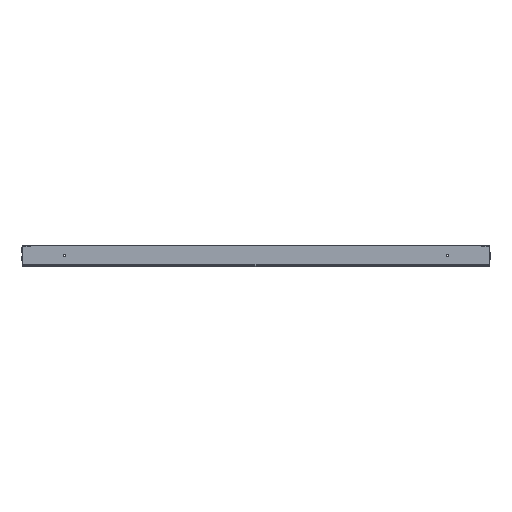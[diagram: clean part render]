
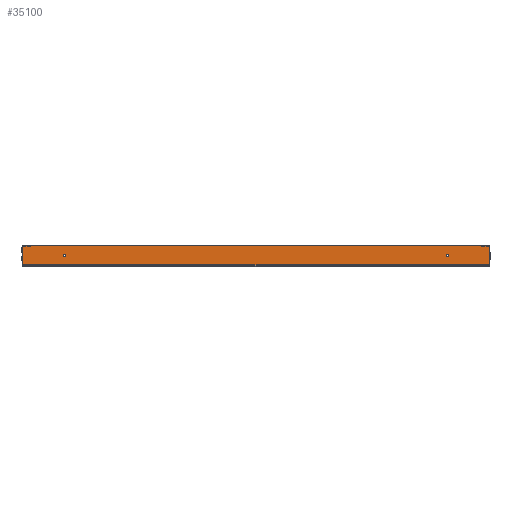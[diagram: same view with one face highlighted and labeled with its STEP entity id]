
A CAD part, front view. The second image highlights one B-rep face of the part: STEP entity #35100.
In plain terms, the highlighted planar face has unit normal (0, -1, 0).
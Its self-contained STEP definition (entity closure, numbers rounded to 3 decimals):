
#1527 = DIRECTION ( 'NONE',  ( 0., -1., 0. ) ) ;
#3127 = EDGE_CURVE ( 'NONE', #25054, #24438, #65925, .T. ) ;
#3424 = AXIS2_PLACEMENT_3D ( 'NONE', #65545, #5562, #54004 ) ;
#3823 = VECTOR ( 'NONE', #31288, 1000. ) ;
#4008 = ORIENTED_EDGE ( 'NONE', *, *, #50406, .T. ) ;
#5131 = VERTEX_POINT ( 'NONE', #21335 ) ;
#5503 = AXIS2_PLACEMENT_3D ( 'NONE', #6472, #43687, #11736 ) ;
#5562 = DIRECTION ( 'NONE',  ( 0., 1., 0. ) ) ;
#6280 = CARTESIAN_POINT ( 'NONE',  ( 0., -900., 0. ) ) ;
#6472 = CARTESIAN_POINT ( 'NONE',  ( -450., -900., 24. ) ) ;
#7311 = DIRECTION ( 'NONE',  ( 0., 1., 0. ) ) ;
#7594 = CARTESIAN_POINT ( 'NONE',  ( 450., -900., 21. ) ) ;
#9080 = VERTEX_POINT ( 'NONE', #40668 ) ;
#10256 = LINE ( 'NONE', #47127, #3823 ) ;
#11736 = DIRECTION ( 'NONE',  ( 0., 0., 1. ) ) ;
#13024 = CARTESIAN_POINT ( 'NONE',  ( 450., -900., 27. ) ) ;
#13575 = LINE ( 'NONE', #18475, #52742 ) ;
#14577 = AXIS2_PLACEMENT_3D ( 'NONE', #50996, #19380, #62204 ) ;
#14707 = VERTEX_POINT ( 'NONE', #24957 ) ;
#15564 = CIRCLE ( 'NONE', #5503, 3. ) ;
#15738 = VECTOR ( 'NONE', #61054, 1000. ) ;
#16010 = ORIENTED_EDGE ( 'NONE', *, *, #19068, .T. ) ;
#16693 = ORIENTED_EDGE ( 'NONE', *, *, #37977, .T. ) ;
#17820 = AXIS2_PLACEMENT_3D ( 'NONE', #68027, #19936, #62076 ) ;
#18475 = CARTESIAN_POINT ( 'NONE',  ( 0., -900., 48. ) ) ;
#18727 = EDGE_CURVE ( 'NONE', #22121, #14707, #24515, .T. ) ;
#18932 = EDGE_CURVE ( 'NONE', #20068, #44924, #57180, .T. ) ;
#19068 = EDGE_CURVE ( 'NONE', #26738, #68811, #13575, .T. ) ;
#19380 = DIRECTION ( 'NONE',  ( 0., -1., 0. ) ) ;
#19936 = DIRECTION ( 'NONE',  ( 0., 1., 0. ) ) ;
#20068 = VERTEX_POINT ( 'NONE', #43989 ) ;
#20178 = CARTESIAN_POINT ( 'NONE',  ( -546.929, -900., 48. ) ) ;
#21335 = CARTESIAN_POINT ( 'NONE',  ( 547.929, -900., 2. ) ) ;
#22121 = VERTEX_POINT ( 'NONE', #47311 ) ;
#22988 = CARTESIAN_POINT ( 'NONE',  ( 546.929, -900., 48. ) ) ;
#23820 = CARTESIAN_POINT ( 'NONE',  ( -547.929, -900., 0. ) ) ;
#24430 = AXIS2_PLACEMENT_3D ( 'NONE', #6280, #7311, #38566 ) ;
#24438 = VERTEX_POINT ( 'NONE', #13024 ) ;
#24513 = ORIENTED_EDGE ( 'NONE', *, *, #61744, .T. ) ;
#24515 = LINE ( 'NONE', #23820, #15738 ) ;
#24530 = ORIENTED_EDGE ( 'NONE', *, *, #3127, .T. ) ;
#24957 = CARTESIAN_POINT ( 'NONE',  ( -547.929, -900., 47. ) ) ;
#25054 = VERTEX_POINT ( 'NONE', #7594 ) ;
#26738 = VERTEX_POINT ( 'NONE', #22988 ) ;
#28039 = LINE ( 'NONE', #61046, #61735 ) ;
#29091 = CIRCLE ( 'NONE', #14577, 1. ) ;
#30697 = CIRCLE ( 'NONE', #53130, 1. ) ;
#31288 = DIRECTION ( 'NONE',  ( 0., 0., 1. ) ) ;
#33280 = FACE_OUTER_BOUND ( 'NONE', #43282, .T. ) ;
#33635 = FACE_BOUND ( 'NONE', #57690, .T. ) ;
#34983 = DIRECTION ( 'NONE',  ( -1., 0., 0. ) ) ;
#35100 = ADVANCED_FACE ( 'NONE', ( #33635, #49451, #33280 ), #54367, .F. ) ;
#35760 = CIRCLE ( 'NONE', #17820, 3. ) ;
#36802 = ORIENTED_EDGE ( 'NONE', *, *, #18727, .F. ) ;
#37753 = ORIENTED_EDGE ( 'NONE', *, *, #18932, .T. ) ;
#37977 = EDGE_CURVE ( 'NONE', #24438, #25054, #35760, .T. ) ;
#38566 = DIRECTION ( 'NONE',  ( 0., 0., 1. ) ) ;
#40483 = CARTESIAN_POINT ( 'NONE',  ( 450., -900., 24. ) ) ;
#40668 = CARTESIAN_POINT ( 'NONE',  ( 547.929, -900., 47. ) ) ;
#40800 = EDGE_CURVE ( 'NONE', #9080, #26738, #29091, .T. ) ;
#41392 = ORIENTED_EDGE ( 'NONE', *, *, #40800, .T. ) ;
#43282 = EDGE_LOOP ( 'NONE', ( #16010, #4008, #36802, #60759, #47670, #41392 ) ) ;
#43526 = AXIS2_PLACEMENT_3D ( 'NONE', #40483, #46450, #51723 ) ;
#43687 = DIRECTION ( 'NONE',  ( 0., 1., 0. ) ) ;
#43989 = CARTESIAN_POINT ( 'NONE',  ( -450., -900., 21. ) ) ;
#44662 = EDGE_CURVE ( 'NONE', #5131, #22121, #28039, .T. ) ;
#44924 = VERTEX_POINT ( 'NONE', #64852 ) ;
#46450 = DIRECTION ( 'NONE',  ( 0., 1., 0. ) ) ;
#47127 = CARTESIAN_POINT ( 'NONE',  ( 547.929, -900., 0. ) ) ;
#47311 = CARTESIAN_POINT ( 'NONE',  ( -547.929, -900., 2. ) ) ;
#47670 = ORIENTED_EDGE ( 'NONE', *, *, #50582, .T. ) ;
#49451 = FACE_BOUND ( 'NONE', #64501, .T. ) ;
#49814 = DIRECTION ( 'NONE',  ( -1., 0., 0. ) ) ;
#49939 = DIRECTION ( 'NONE',  ( 0., 0., 1. ) ) ;
#50406 = EDGE_CURVE ( 'NONE', #68811, #14707, #30697, .T. ) ;
#50582 = EDGE_CURVE ( 'NONE', #5131, #9080, #10256, .T. ) ;
#50996 = CARTESIAN_POINT ( 'NONE',  ( 546.929, -900., 47. ) ) ;
#51723 = DIRECTION ( 'NONE',  ( 0., 0., 1. ) ) ;
#52742 = VECTOR ( 'NONE', #34983, 1000. ) ;
#53130 = AXIS2_PLACEMENT_3D ( 'NONE', #61169, #1527, #49939 ) ;
#54004 = DIRECTION ( 'NONE',  ( 0., 0., 1. ) ) ;
#54367 = PLANE ( 'NONE',  #24430 ) ;
#57180 = CIRCLE ( 'NONE', #3424, 3. ) ;
#57690 = EDGE_LOOP ( 'NONE', ( #24513, #37753 ) ) ;
#60759 = ORIENTED_EDGE ( 'NONE', *, *, #44662, .F. ) ;
#61046 = CARTESIAN_POINT ( 'NONE',  ( -550., -900., 2. ) ) ;
#61054 = DIRECTION ( 'NONE',  ( 0., 0., 1. ) ) ;
#61169 = CARTESIAN_POINT ( 'NONE',  ( -546.929, -900., 47. ) ) ;
#61735 = VECTOR ( 'NONE', #49814, 1000. ) ;
#61744 = EDGE_CURVE ( 'NONE', #44924, #20068, #15564, .T. ) ;
#62076 = DIRECTION ( 'NONE',  ( 0., 0., 1. ) ) ;
#62204 = DIRECTION ( 'NONE',  ( 0., 0., 1. ) ) ;
#64501 = EDGE_LOOP ( 'NONE', ( #16693, #24530 ) ) ;
#64852 = CARTESIAN_POINT ( 'NONE',  ( -450., -900., 27. ) ) ;
#65545 = CARTESIAN_POINT ( 'NONE',  ( -450., -900., 24. ) ) ;
#65925 = CIRCLE ( 'NONE', #43526, 3. ) ;
#68027 = CARTESIAN_POINT ( 'NONE',  ( 450., -900., 24. ) ) ;
#68811 = VERTEX_POINT ( 'NONE', #20178 ) ;
